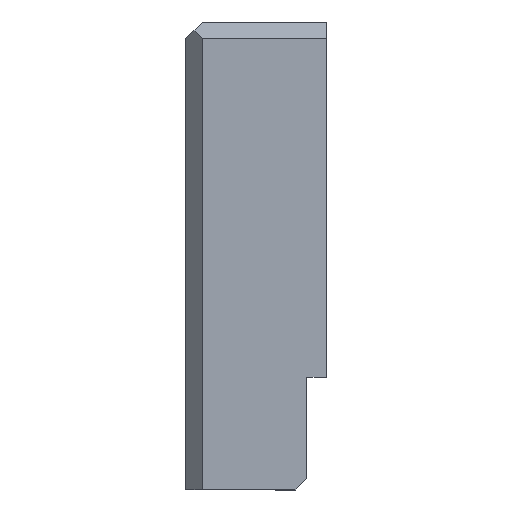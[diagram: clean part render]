
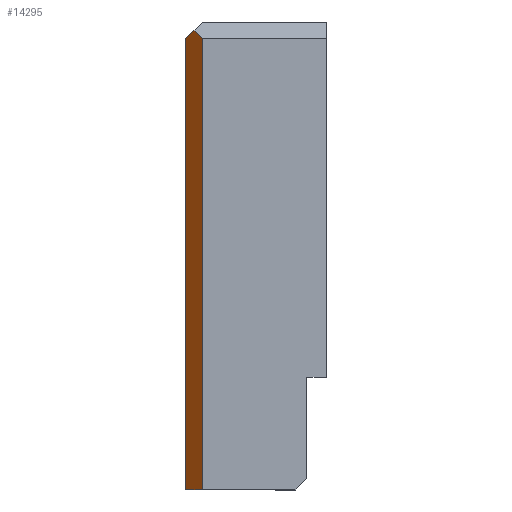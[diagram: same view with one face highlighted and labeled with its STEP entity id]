
A CAD part, left-side view. The second image highlights one B-rep face of the part: STEP entity #14295.
In plain terms, the highlighted planar face has unit normal (-0.707, 0.707, 0).
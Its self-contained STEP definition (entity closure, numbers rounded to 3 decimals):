
#3118 = PLANE('',#3119);
#3119 = AXIS2_PLACEMENT_3D('',#3120,#3121,#3122);
#3120 = CARTESIAN_POINT('',(189.278,-2.32,
    10.38));
#3121 = DIRECTION('',(-1.,0.,0.));
#3122 = DIRECTION('',(0.,0.,-1.));
#5454 = PLANE('',#5455);
#5455 = AXIS2_PLACEMENT_3D('',#5456,#5457,#5458);
#5456 = CARTESIAN_POINT('',(177.258,25.,
    106.62));
#5457 = DIRECTION('',(0.,1.,0.));
#5458 = DIRECTION('',(0.,0.,1.));
#6702 = PLANE('',#6703);
#6703 = AXIS2_PLACEMENT_3D('',#6704,#6705,#6706);
#6704 = CARTESIAN_POINT('',(359.898,3.43,
    18.5));
#6705 = DIRECTION('',(0.,0.,-1.));
#6706 = DIRECTION('',(-1.,0.,0.));
#7437 = VERTEX_POINT('',#7438);
#7438 = CARTESIAN_POINT('',(189.278,22.,
    98.5));
#7450 = PLANE('',#7451);
#7451 = AXIS2_PLACEMENT_3D('',#7452,#7453,#7454);
#7452 = CARTESIAN_POINT('',(188.858,-2.47,
    98.08));
#7453 = DIRECTION('',(-0.707,0.,0.707
    ));
#7454 = DIRECTION('',(0.707,0.,0.707)
  );
#7461 = EDGE_CURVE('',#7437,#7462,#7464,.T.);
#7462 = VERTEX_POINT('',#7463);
#7463 = CARTESIAN_POINT('',(189.278,22.,
    18.5));
#7464 = SURFACE_CURVE('',#7465,(#7468,#7474),.PCURVE_S1.);
#7465 = B_SPLINE_CURVE_WITH_KNOTS('',1,(#7466,#7467),.UNSPECIFIED.,.F.,
  .F.,(2,2),(-80.,0.),.PIECEWISE_BEZIER_KNOTS.);
#7466 = CARTESIAN_POINT('',(189.278,22.,
    98.5));
#7467 = CARTESIAN_POINT('',(189.278,22.,
    18.5));
#7468 = PCURVE('',#3118,#7469);
#7469 = DEFINITIONAL_REPRESENTATION('',(#7470),#7473);
#7470 = B_SPLINE_CURVE_WITH_KNOTS('',1,(#7471,#7472),.UNSPECIFIED.,.F.,
  .F.,(2,2),(-80.,0.),.PIECEWISE_BEZIER_KNOTS.);
#7471 = CARTESIAN_POINT('',(-88.12,-24.32));
#7472 = CARTESIAN_POINT('',(-8.12,-24.32));
#7473 = ( GEOMETRIC_REPRESENTATION_CONTEXT(2) 
PARAMETRIC_REPRESENTATION_CONTEXT() REPRESENTATION_CONTEXT('2D SPACE',''
  ) );
#7474 = PCURVE('',#7475,#7480);
#7475 = PLANE('',#7476);
#7476 = AXIS2_PLACEMENT_3D('',#7477,#7478,#7479);
#7477 = CARTESIAN_POINT('',(188.858,21.58,
    10.23));
#7478 = DIRECTION('',(-0.707,0.707,0.)
  );
#7479 = DIRECTION('',(-0.707,-0.707,
    0.));
#7480 = DEFINITIONAL_REPRESENTATION('',(#7481),#7484);
#7481 = B_SPLINE_CURVE_WITH_KNOTS('',1,(#7482,#7483),.UNSPECIFIED.,.F.,
  .F.,(2,2),(-80.,0.),.PIECEWISE_BEZIER_KNOTS.);
#7482 = CARTESIAN_POINT('',(-0.594,88.27));
#7483 = CARTESIAN_POINT('',(-0.594,8.27));
#7484 = ( GEOMETRIC_REPRESENTATION_CONTEXT(2) 
PARAMETRIC_REPRESENTATION_CONTEXT() REPRESENTATION_CONTEXT('2D SPACE',''
  ) );
#8257 = EDGE_CURVE('',#7462,#8258,#8260,.T.);
#8258 = VERTEX_POINT('',#8259);
#8259 = CARTESIAN_POINT('',(192.278,25.,
    18.5));
#8260 = SURFACE_CURVE('',#8261,(#8264,#8270),.PCURVE_S1.);
#8261 = B_SPLINE_CURVE_WITH_KNOTS('',1,(#8262,#8263),.UNSPECIFIED.,.F.,
  .F.,(2,2),(-4.243,0.),.PIECEWISE_BEZIER_KNOTS.);
#8262 = CARTESIAN_POINT('',(189.278,22.,
    18.5));
#8263 = CARTESIAN_POINT('',(192.278,25.,
    18.5));
#8264 = PCURVE('',#6702,#8265);
#8265 = DEFINITIONAL_REPRESENTATION('',(#8266),#8269);
#8266 = B_SPLINE_CURVE_WITH_KNOTS('',1,(#8267,#8268),.UNSPECIFIED.,.F.,
  .F.,(2,2),(-4.243,0.),.PIECEWISE_BEZIER_KNOTS.);
#8267 = CARTESIAN_POINT('',(170.62,18.57));
#8268 = CARTESIAN_POINT('',(167.62,21.57));
#8269 = ( GEOMETRIC_REPRESENTATION_CONTEXT(2) 
PARAMETRIC_REPRESENTATION_CONTEXT() REPRESENTATION_CONTEXT('2D SPACE',''
  ) );
#8270 = PCURVE('',#7475,#8271);
#8271 = DEFINITIONAL_REPRESENTATION('',(#8272),#8275);
#8272 = B_SPLINE_CURVE_WITH_KNOTS('',1,(#8273,#8274),.UNSPECIFIED.,.F.,
  .F.,(2,2),(-4.243,0.),.PIECEWISE_BEZIER_KNOTS.);
#8273 = CARTESIAN_POINT('',(-0.594,8.27));
#8274 = CARTESIAN_POINT('',(-4.837,8.27));
#8275 = ( GEOMETRIC_REPRESENTATION_CONTEXT(2) 
PARAMETRIC_REPRESENTATION_CONTEXT() REPRESENTATION_CONTEXT('2D SPACE',''
  ) );
#8944 = PLANE('',#8945);
#8945 = AXIS2_PLACEMENT_3D('',#8946,#8947,#8948);
#8946 = CARTESIAN_POINT('',(175.458,21.58,
    101.92));
#8947 = DIRECTION('',(0.,0.707,0.707)
  );
#8948 = DIRECTION('',(0.,-0.707,0.707)
  );
#14295 = ADVANCED_FACE('',(#14296),#7475,.T.);
#14296 = FACE_BOUND('',#14297,.T.);
#14297 = EDGE_LOOP('',(#14298,#14320,#14338,#14339,#14340));
#14298 = ORIENTED_EDGE('',*,*,#14299,.T.);
#14299 = EDGE_CURVE('',#14300,#14302,#14304,.T.);
#14300 = VERTEX_POINT('',#14301);
#14301 = CARTESIAN_POINT('',(190.778,23.5,
    100.));
#14302 = VERTEX_POINT('',#14303);
#14303 = CARTESIAN_POINT('',(192.278,25.,
    98.5));
#14304 = SURFACE_CURVE('',#14305,(#14308,#14314),.PCURVE_S1.);
#14305 = B_SPLINE_CURVE_WITH_KNOTS('',1,(#14306,#14307),.UNSPECIFIED.,
  .F.,.F.,(2,2),(0.,2.598),.PIECEWISE_BEZIER_KNOTS.);
#14306 = CARTESIAN_POINT('',(190.778,23.5,
    100.));
#14307 = CARTESIAN_POINT('',(192.278,25.,
    98.5));
#14308 = PCURVE('',#7475,#14309);
#14309 = DEFINITIONAL_REPRESENTATION('',(#14310),#14313);
#14310 = B_SPLINE_CURVE_WITH_KNOTS('',1,(#14311,#14312),.UNSPECIFIED.,
  .F.,.F.,(2,2),(0.,2.598),.PIECEWISE_BEZIER_KNOTS.);
#14311 = CARTESIAN_POINT('',(-2.715,89.77));
#14312 = CARTESIAN_POINT('',(-4.837,88.27));
#14313 = ( GEOMETRIC_REPRESENTATION_CONTEXT(2) 
PARAMETRIC_REPRESENTATION_CONTEXT() REPRESENTATION_CONTEXT('2D SPACE',''
  ) );
#14314 = PCURVE('',#8944,#14315);
#14315 = DEFINITIONAL_REPRESENTATION('',(#14316),#14319);
#14316 = B_SPLINE_CURVE_WITH_KNOTS('',1,(#14317,#14318),.UNSPECIFIED.,
  .F.,.F.,(2,2),(0.,2.598),.PIECEWISE_BEZIER_KNOTS.);
#14317 = CARTESIAN_POINT('',(-2.715,15.32));
#14318 = CARTESIAN_POINT('',(-4.837,16.82));
#14319 = ( GEOMETRIC_REPRESENTATION_CONTEXT(2) 
PARAMETRIC_REPRESENTATION_CONTEXT() REPRESENTATION_CONTEXT('2D SPACE',''
  ) );
#14320 = ORIENTED_EDGE('',*,*,#14321,.T.);
#14321 = EDGE_CURVE('',#14302,#8258,#14322,.T.);
#14322 = SURFACE_CURVE('',#14323,(#14326,#14332),.PCURVE_S1.);
#14323 = B_SPLINE_CURVE_WITH_KNOTS('',1,(#14324,#14325),.UNSPECIFIED.,
  .F.,.F.,(2,2),(0.,80.),.PIECEWISE_BEZIER_KNOTS.);
#14324 = CARTESIAN_POINT('',(192.278,25.,
    98.5));
#14325 = CARTESIAN_POINT('',(192.278,25.,
    18.5));
#14326 = PCURVE('',#7475,#14327);
#14327 = DEFINITIONAL_REPRESENTATION('',(#14328),#14331);
#14328 = B_SPLINE_CURVE_WITH_KNOTS('',1,(#14329,#14330),.UNSPECIFIED.,
  .F.,.F.,(2,2),(0.,80.),.PIECEWISE_BEZIER_KNOTS.);
#14329 = CARTESIAN_POINT('',(-4.837,88.27));
#14330 = CARTESIAN_POINT('',(-4.837,8.27));
#14331 = ( GEOMETRIC_REPRESENTATION_CONTEXT(2) 
PARAMETRIC_REPRESENTATION_CONTEXT() REPRESENTATION_CONTEXT('2D SPACE',''
  ) );
#14332 = PCURVE('',#5454,#14333);
#14333 = DEFINITIONAL_REPRESENTATION('',(#14334),#14337);
#14334 = B_SPLINE_CURVE_WITH_KNOTS('',1,(#14335,#14336),.UNSPECIFIED.,
  .F.,.F.,(2,2),(0.,80.),.PIECEWISE_BEZIER_KNOTS.);
#14335 = CARTESIAN_POINT('',(-8.12,15.02));
#14336 = CARTESIAN_POINT('',(-88.12,15.02));
#14337 = ( GEOMETRIC_REPRESENTATION_CONTEXT(2) 
PARAMETRIC_REPRESENTATION_CONTEXT() REPRESENTATION_CONTEXT('2D SPACE',''
  ) );
#14338 = ORIENTED_EDGE('',*,*,#8257,.F.);
#14339 = ORIENTED_EDGE('',*,*,#7461,.F.);
#14340 = ORIENTED_EDGE('',*,*,#14341,.T.);
#14341 = EDGE_CURVE('',#7437,#14300,#14342,.T.);
#14342 = SURFACE_CURVE('',#14343,(#14346,#14352),.PCURVE_S1.);
#14343 = B_SPLINE_CURVE_WITH_KNOTS('',1,(#14344,#14345),.UNSPECIFIED.,
  .F.,.F.,(2,2),(0.,2.598),.PIECEWISE_BEZIER_KNOTS.);
#14344 = CARTESIAN_POINT('',(189.278,22.,
    98.5));
#14345 = CARTESIAN_POINT('',(190.778,23.5,
    100.));
#14346 = PCURVE('',#7475,#14347);
#14347 = DEFINITIONAL_REPRESENTATION('',(#14348),#14351);
#14348 = B_SPLINE_CURVE_WITH_KNOTS('',1,(#14349,#14350),.UNSPECIFIED.,
  .F.,.F.,(2,2),(0.,2.598),.PIECEWISE_BEZIER_KNOTS.);
#14349 = CARTESIAN_POINT('',(-0.594,88.27));
#14350 = CARTESIAN_POINT('',(-2.715,89.77));
#14351 = ( GEOMETRIC_REPRESENTATION_CONTEXT(2) 
PARAMETRIC_REPRESENTATION_CONTEXT() REPRESENTATION_CONTEXT('2D SPACE',''
  ) );
#14352 = PCURVE('',#7450,#14353);
#14353 = DEFINITIONAL_REPRESENTATION('',(#14354),#14357);
#14354 = B_SPLINE_CURVE_WITH_KNOTS('',1,(#14355,#14356),.UNSPECIFIED.,
  .F.,.F.,(2,2),(0.,2.598),.PIECEWISE_BEZIER_KNOTS.);
#14355 = CARTESIAN_POINT('',(0.594,24.47));
#14356 = CARTESIAN_POINT('',(2.715,25.97));
#14357 = ( GEOMETRIC_REPRESENTATION_CONTEXT(2) 
PARAMETRIC_REPRESENTATION_CONTEXT() REPRESENTATION_CONTEXT('2D SPACE',''
  ) );
